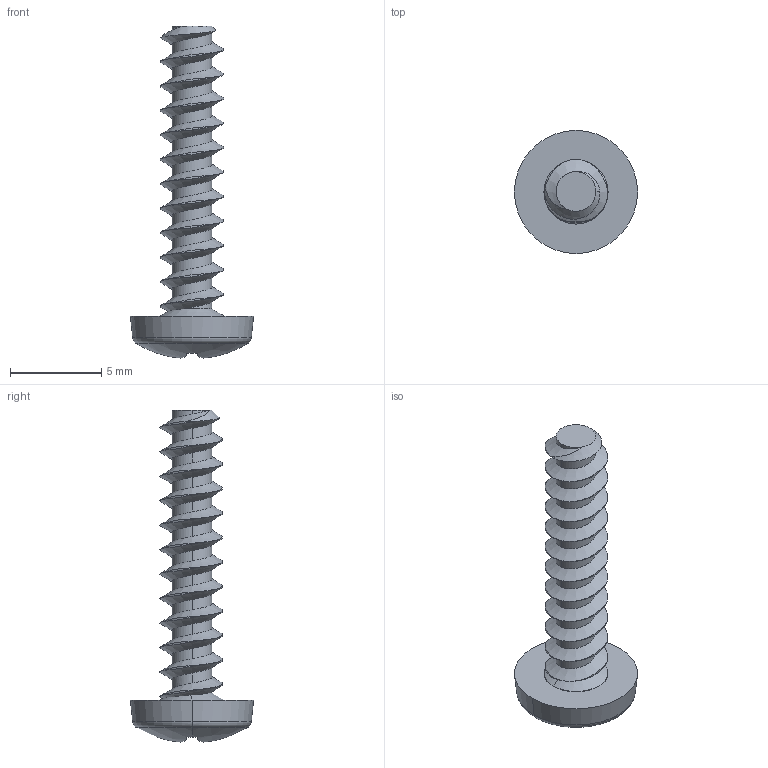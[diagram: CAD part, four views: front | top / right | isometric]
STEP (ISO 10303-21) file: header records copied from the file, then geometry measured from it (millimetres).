
FILE_DESCRIPTION (( 'STEP AP203' ), '1' );
FILE_NAME ('B00GDYC06Y.3D.STEP', '2014-07-15T06:32:34', ( 'COMP' ), ( 'KTL' ), 'SwSTEP 2.0', 'SolidWorks 2010', '' );
FILE_SCHEMA (( 'CONFIG_CONTROL_DESIGN' ));
Length unit declared in the file: millimetre
Products named in the file (1): B00GDYC06Y.3D
Bounding box: 6.73 x 6.73 x 18.14 mm (x, y, z)
Volume: 140.6 mm3; surface area: 310.7 mm2
Topology: 1 solids, 1 shells, 177 faces, 483 edges, 309 vertices
Faces by surface type: cylinder 107, plane 57, cone 7, torus 2, sphere 2, bspline 2
Entity records: 8863 total; most frequent: CARTESIAN_POINT 4970, ORIENTED_EDGE 966, DIRECTION 567, EDGE_CURVE 483, VERTEX_POINT 309, B_SPLINE_CURVE_WITH_KNOTS 257, AXIS2_PLACEMENT_3D 218, EDGE_LOOP 178
